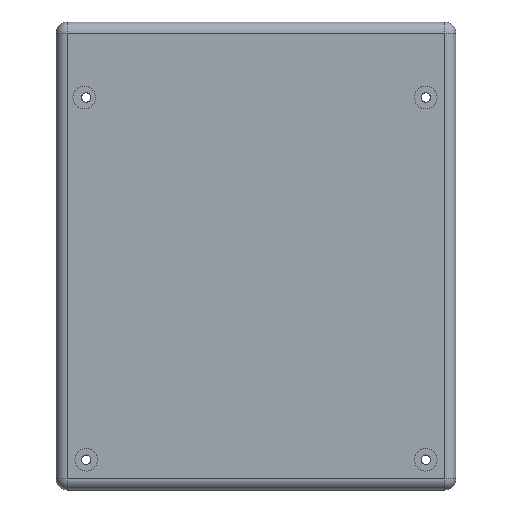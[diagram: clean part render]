
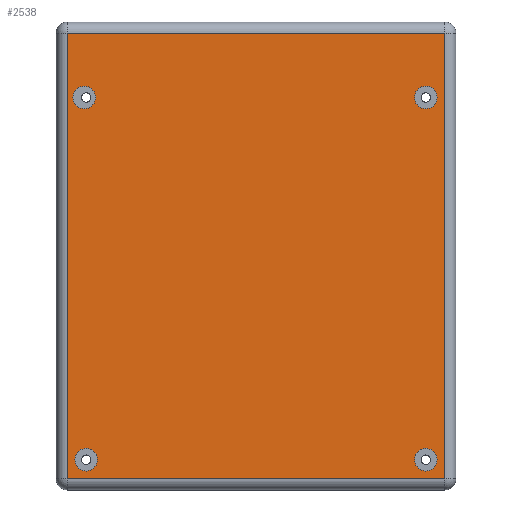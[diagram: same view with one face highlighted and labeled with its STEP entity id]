
A CAD part, top view. The second image highlights one B-rep face of the part: STEP entity #2538.
In plain terms, the highlighted planar face has unit normal (0, 0, 1).
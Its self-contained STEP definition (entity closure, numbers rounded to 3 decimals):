
#2230 = VERTEX_POINT('',#2231);
#2231 = CARTESIAN_POINT('',(-50.,61.,30.9));
#2255 = VERTEX_POINT('',#2256);
#2256 = CARTESIAN_POINT('',(-50.,-57.,30.9));
#2263 = EDGE_CURVE('',#2255,#2230,#2264,.T.);
#2264 = LINE('',#2265,#2266);
#2265 = CARTESIAN_POINT('',(-50.,-60.,30.9));
#2266 = VECTOR('',#2267,1.);
#2267 = DIRECTION('',(0.,1.,0.));
#2297 = VERTEX_POINT('',#2298);
#2298 = CARTESIAN_POINT('',(50.,-57.,30.9));
#2305 = EDGE_CURVE('',#2297,#2255,#2306,.T.);
#2306 = LINE('',#2307,#2308);
#2307 = CARTESIAN_POINT('',(53.,-57.,30.9));
#2308 = VECTOR('',#2309,1.);
#2309 = DIRECTION('',(-1.,-0.,0.));
#2339 = VERTEX_POINT('',#2340);
#2340 = CARTESIAN_POINT('',(50.,61.,30.9));
#2347 = EDGE_CURVE('',#2339,#2297,#2348,.T.);
#2348 = LINE('',#2349,#2350);
#2349 = CARTESIAN_POINT('',(50.,64.,30.9));
#2350 = VECTOR('',#2351,1.);
#2351 = DIRECTION('',(0.,-1.,0.));
#2381 = EDGE_CURVE('',#2230,#2339,#2382,.T.);
#2382 = LINE('',#2383,#2384);
#2383 = CARTESIAN_POINT('',(-53.,61.,30.9));
#2384 = VECTOR('',#2385,1.);
#2385 = DIRECTION('',(1.,0.,0.));
#2538 = ADVANCED_FACE('',(#2539,#2545,#2556,#2567,#2578),#2589,.F.);
#2539 = FACE_BOUND('',#2540,.F.);
#2540 = EDGE_LOOP('',(#2541,#2542,#2543,#2544));
#2541 = ORIENTED_EDGE('',*,*,#2381,.T.);
#2542 = ORIENTED_EDGE('',*,*,#2347,.T.);
#2543 = ORIENTED_EDGE('',*,*,#2305,.T.);
#2544 = ORIENTED_EDGE('',*,*,#2263,.T.);
#2545 = FACE_BOUND('',#2546,.F.);
#2546 = EDGE_LOOP('',(#2547));
#2547 = ORIENTED_EDGE('',*,*,#2548,.F.);
#2548 = EDGE_CURVE('',#2549,#2549,#2551,.T.);
#2549 = VERTEX_POINT('',#2550);
#2550 = CARTESIAN_POINT('',(-42.5,44.,30.9));
#2551 = CIRCLE('',#2552,3.);
#2552 = AXIS2_PLACEMENT_3D('',#2553,#2554,#2555);
#2553 = CARTESIAN_POINT('',(-45.5,44.,30.9));
#2554 = DIRECTION('',(0.,0.,-1.));
#2555 = DIRECTION('',(1.,0.,0.));
#2556 = FACE_BOUND('',#2557,.F.);
#2557 = EDGE_LOOP('',(#2558));
#2558 = ORIENTED_EDGE('',*,*,#2559,.F.);
#2559 = EDGE_CURVE('',#2560,#2560,#2562,.T.);
#2560 = VERTEX_POINT('',#2561);
#2561 = CARTESIAN_POINT('',(48.,44.,30.9));
#2562 = CIRCLE('',#2563,3.);
#2563 = AXIS2_PLACEMENT_3D('',#2564,#2565,#2566);
#2564 = CARTESIAN_POINT('',(45.,44.,30.9));
#2565 = DIRECTION('',(0.,0.,-1.));
#2566 = DIRECTION('',(1.,0.,0.));
#2567 = FACE_BOUND('',#2568,.F.);
#2568 = EDGE_LOOP('',(#2569));
#2569 = ORIENTED_EDGE('',*,*,#2570,.F.);
#2570 = EDGE_CURVE('',#2571,#2571,#2573,.T.);
#2571 = VERTEX_POINT('',#2572);
#2572 = CARTESIAN_POINT('',(-42.,-52.,30.9));
#2573 = CIRCLE('',#2574,3.);
#2574 = AXIS2_PLACEMENT_3D('',#2575,#2576,#2577);
#2575 = CARTESIAN_POINT('',(-45.,-52.,30.9));
#2576 = DIRECTION('',(0.,0.,-1.));
#2577 = DIRECTION('',(1.,0.,0.));
#2578 = FACE_BOUND('',#2579,.F.);
#2579 = EDGE_LOOP('',(#2580));
#2580 = ORIENTED_EDGE('',*,*,#2581,.F.);
#2581 = EDGE_CURVE('',#2582,#2582,#2584,.T.);
#2582 = VERTEX_POINT('',#2583);
#2583 = CARTESIAN_POINT('',(48.,-52.,30.9));
#2584 = CIRCLE('',#2585,3.);
#2585 = AXIS2_PLACEMENT_3D('',#2586,#2587,#2588);
#2586 = CARTESIAN_POINT('',(45.,-52.,30.9));
#2587 = DIRECTION('',(0.,0.,-1.));
#2588 = DIRECTION('',(1.,0.,0.));
#2589 = PLANE('',#2590);
#2590 = AXIS2_PLACEMENT_3D('',#2591,#2592,#2593);
#2591 = CARTESIAN_POINT('',(0.,2.,30.9));
#2592 = DIRECTION('',(0.,0.,-1.));
#2593 = DIRECTION('',(1.,0.,0.));
